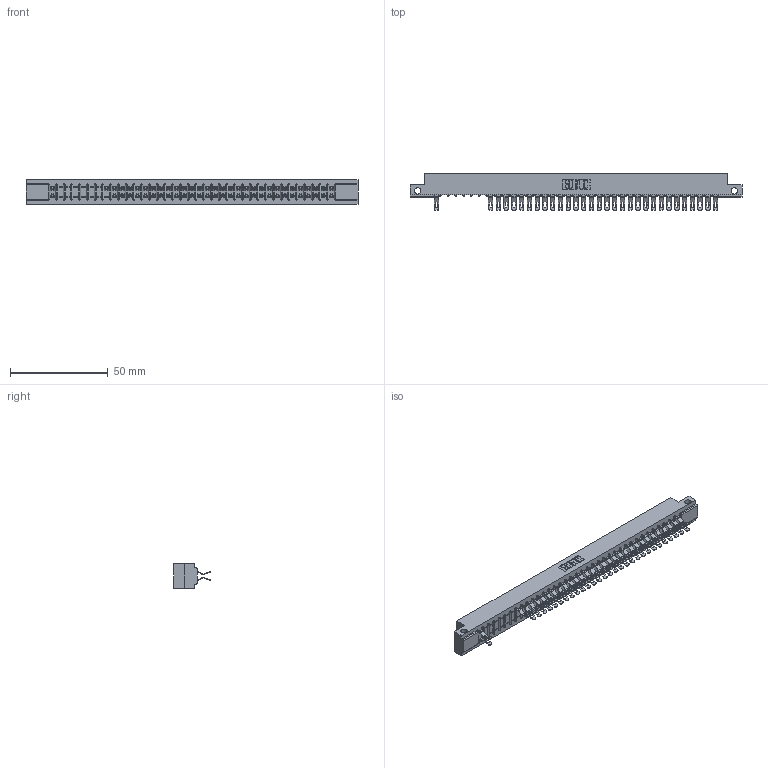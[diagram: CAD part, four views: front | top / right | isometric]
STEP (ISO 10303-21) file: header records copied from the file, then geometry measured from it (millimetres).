
FILE_DESCRIPTION (( 'STEP AP203' ), '1' );
FILE_NAME ('307-074-555-212.STEP', '2018-08-06T16:20:45', ( '' ), ( '' ), 'SwSTEP 2.0', 'SolidWorks 2016', '' );
FILE_SCHEMA (( 'CONFIG_CONTROL_DESIGN' ));
Length unit declared in the file: inch
Products named in the file (3): 307 Part_.128 Dia Side Mounting Holes; 307-290-001_555; 307-074-555-212
Assembly tree (62 placements, depth 2):
  307-074-555-212
    307 Part_.128 Dia Side Mounting Holes
    307-290-001_555  x61
Bounding box: 169.62 x 18.75 x 12.7 mm (x, y, z)
Volume: 17873.1 mm3; surface area: 21656.8 mm2
Topology: 62 solids, 62 shells, 4007 faces, 11780 edges, 7668 vertices
Faces by surface type: plane 2222, cylinder 1709, sphere 76
Entity records: 33643 total; most frequent: CARTESIAN_POINT 5564, ORIENTED_EDGE 5528, DIRECTION 5446, EDGE_CURVE 2764, LINE 2106, VECTOR 2106, VERTEX_POINT 1788, AXIS2_PLACEMENT_3D 1670
